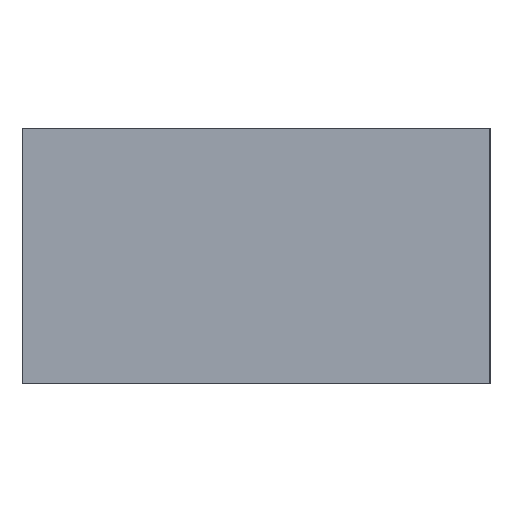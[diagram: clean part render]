
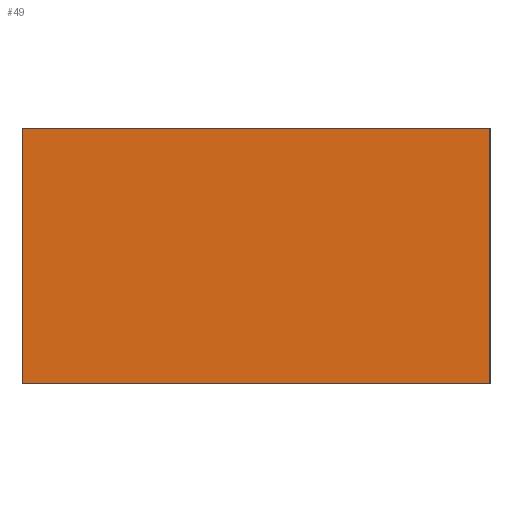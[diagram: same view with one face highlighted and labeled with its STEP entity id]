
A CAD part, left-side view. The second image highlights one B-rep face of the part: STEP entity #49.
In plain terms, the highlighted planar face has unit normal (-1, 0, 0).
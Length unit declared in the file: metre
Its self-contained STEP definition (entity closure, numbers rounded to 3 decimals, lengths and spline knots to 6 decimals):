
#49=ADVANCED_FACE('0:3174',(#94),#95,.T.);
#94=FACE_OUTER_BOUND('',#134,.T.);
#95=PLANE('',#135);
#134=EDGE_LOOP('',(#203,#204,#205,#206));
#135=AXIS2_PLACEMENT_3D('',#207,#208,#209);
#203=ORIENTED_EDGE('',*,*,#265,.T.);
#204=ORIENTED_EDGE('',*,*,#255,.F.);
#205=ORIENTED_EDGE('',*,*,#266,.T.);
#206=ORIENTED_EDGE('',*,*,#262,.T.);
#207=CARTESIAN_POINT('',(0.0,0.00275,0.0));
#208=DIRECTION('',(-1.0,0.0,0.0));
#209=DIRECTION('',(0.0,-1.0,0.0));
#255=EDGE_CURVE('0:3228',#300,#295,#302,.T.);
#262=EDGE_CURVE('0:3243',#312,#310,#313,.T.);
#265=EDGE_CURVE('0:3249',#310,#295,#316,.T.);
#266=EDGE_CURVE('0:3252',#300,#312,#317,.T.);
#295=VERTEX_POINT('',#358);
#300=VERTEX_POINT('',#365);
#302=LINE('',#368,#369);
#310=VERTEX_POINT('',#380);
#312=VERTEX_POINT('',#383);
#313=LINE('',#384,#385);
#316=LINE('',#389,#390);
#317=LINE('',#391,#392);
#358=CARTESIAN_POINT('',(0.0,0.0055,0.003));
#365=CARTESIAN_POINT('',(0.0,0.0055,0.0));
#368=CARTESIAN_POINT('',(0.0,0.0055,0.0));
#369=VECTOR('',#411,1.0);
#380=CARTESIAN_POINT('',(0.0,0.0,0.003));
#383=CARTESIAN_POINT('',(0.0,0.0,0.0));
#384=CARTESIAN_POINT('',(0.0,0.0,0.0));
#385=VECTOR('',#416,1.0);
#389=CARTESIAN_POINT('',(0.0,0.0055,0.003));
#390=VECTOR('',#418,1.0);
#391=CARTESIAN_POINT('',(0.0,0.0055,0.0));
#392=VECTOR('',#419,1.0);
#411=DIRECTION('',(0.0,0.0,1.0));
#416=DIRECTION('',(0.0,0.0,1.0));
#418=DIRECTION('',(0.0,1.0,0.0));
#419=DIRECTION('',(0.0,-1.0,0.0));
